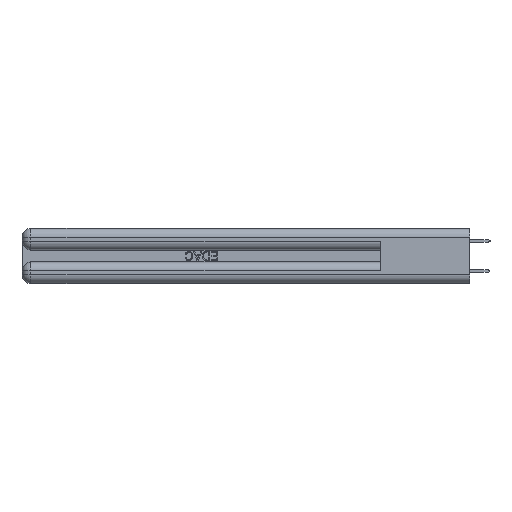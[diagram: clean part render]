
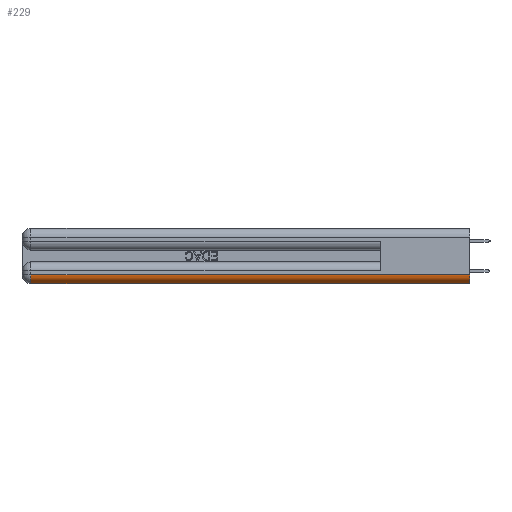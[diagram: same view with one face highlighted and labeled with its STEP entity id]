
A CAD part, left-side view. The second image highlights one B-rep face of the part: STEP entity #229.
In plain terms, the highlighted cylindrical face has radius 1.524 mm (diameter 3.048 mm), a partial arc.
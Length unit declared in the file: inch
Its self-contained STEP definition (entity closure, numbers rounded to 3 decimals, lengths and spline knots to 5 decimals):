
#229 = ADVANCED_FACE ( 'NONE', ( #42450 ), #35843, .T. ) ;
#881 = EDGE_CURVE ( 'NONE', #18843, #33692, #27384, .T. ) ;
#2421 = VERTEX_POINT ( 'NONE', #24528 ) ;
#4067 = DIRECTION ( 'NONE',  ( 0., 0., 1. ) ) ;
#4571 = EDGE_CURVE ( 'NONE', #33692, #2421, #32026, .T. ) ;
#6813 = CIRCLE ( 'NONE', #47067, 0.06 ) ;
#8392 = DIRECTION ( 'NONE',  ( 0., 0., 1. ) ) ;
#9514 = DIRECTION ( 'NONE',  ( 0., 0., 1. ) ) ;
#9985 = ORIENTED_EDGE ( 'NONE', *, *, #4571, .F. ) ;
#10171 = CARTESIAN_POINT ( 'NONE',  ( 0., 0., 0.06 ) ) ;
#10223 = AXIS2_PLACEMENT_3D ( 'NONE', #16519, #20203, #8392 ) ;
#13997 = DIRECTION ( 'NONE',  ( 0., 1., 0. ) ) ;
#16519 = CARTESIAN_POINT ( 'NONE',  ( 0.06, 0., 0.06 ) ) ;
#16625 = VERTEX_POINT ( 'NONE', #17331 ) ;
#17331 = CARTESIAN_POINT ( 'NONE',  ( 0.06, 2.94, 0. ) ) ;
#18843 = VERTEX_POINT ( 'NONE', #32328 ) ;
#19298 = DIRECTION ( 'NONE',  ( 0., 1., 0. ) ) ;
#19431 = ORIENTED_EDGE ( 'NONE', *, *, #47356, .F. ) ;
#20203 = DIRECTION ( 'NONE',  ( 0., -1., 0. ) ) ;
#22452 = AXIS2_PLACEMENT_3D ( 'NONE', #27194, #19298, #4067 ) ;
#24528 = CARTESIAN_POINT ( 'NONE',  ( 0.06, 0., 0. ) ) ;
#24737 = DIRECTION ( 'NONE',  ( 0., -1., 0. ) ) ;
#25061 = CARTESIAN_POINT ( 'NONE',  ( 0.06, 3., 0. ) ) ;
#25264 = CARTESIAN_POINT ( 'NONE',  ( 0.06, 2.94, 0.06 ) ) ;
#27194 = CARTESIAN_POINT ( 'NONE',  ( 0.06, 0., 0.06 ) ) ;
#27384 = LINE ( 'NONE', #32361, #34240 ) ;
#29464 = DIRECTION ( 'NONE',  ( 0., 1., 0. ) ) ;
#30806 = VECTOR ( 'NONE', #13997, 39.37008 ) ;
#32026 = CIRCLE ( 'NONE', #10223, 0.06 ) ;
#32328 = CARTESIAN_POINT ( 'NONE',  ( 0., 2.94, 0.06 ) ) ;
#32361 = CARTESIAN_POINT ( 'NONE',  ( 0., 0., 0.06 ) ) ;
#32838 = ORIENTED_EDGE ( 'NONE', *, *, #881, .F. ) ;
#33268 = EDGE_CURVE ( 'NONE', #16625, #18843, #6813, .T. ) ;
#33671 = ORIENTED_EDGE ( 'NONE', *, *, #33268, .F. ) ;
#33692 = VERTEX_POINT ( 'NONE', #10171 ) ;
#34240 = VECTOR ( 'NONE', #24737, 39.37008 ) ;
#35843 = CYLINDRICAL_SURFACE ( 'NONE', #22452, 0.06 ) ;
#42450 = FACE_OUTER_BOUND ( 'NONE', #48703, .T. ) ;
#45276 = LINE ( 'NONE', #25061, #30806 ) ;
#47067 = AXIS2_PLACEMENT_3D ( 'NONE', #25264, #29464, #9514 ) ;
#47356 = EDGE_CURVE ( 'NONE', #2421, #16625, #45276, .T. ) ;
#48703 = EDGE_LOOP ( 'NONE', ( #9985, #32838, #33671, #19431 ) ) ;
